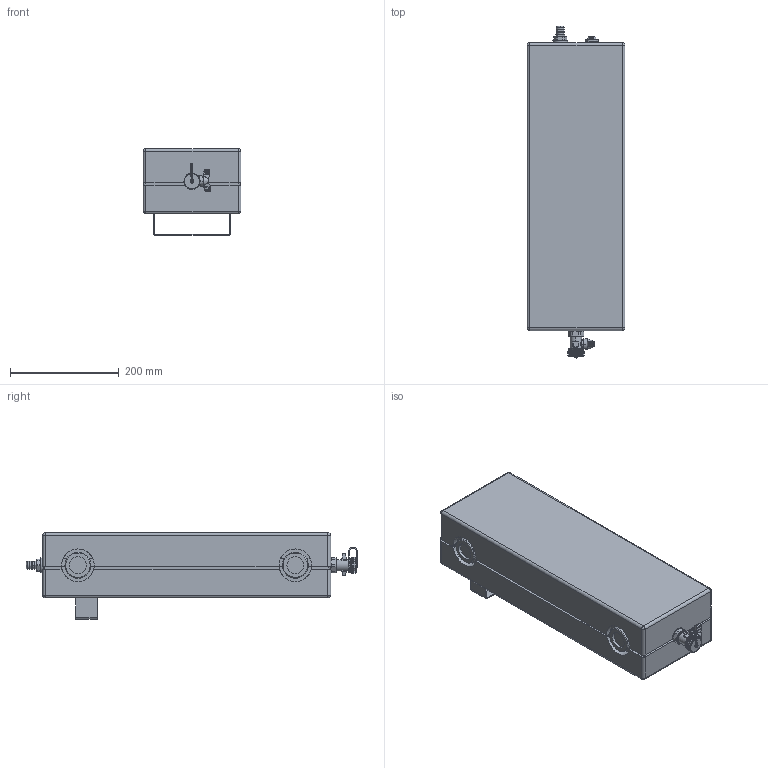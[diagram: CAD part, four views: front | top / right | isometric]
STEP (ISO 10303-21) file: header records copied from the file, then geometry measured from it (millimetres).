
FILE_DESCRIPTION (( 'STEP AP203' ), '1' );
FILE_NAME ('HW 44 KW.STEP', '2022-12-02T10:39:28', ( '' ), ( '' ), 'SwSTEP 2.0', 'SolidWorks 2021', '' );
FILE_SCHEMA (( 'CONFIG_CONTROL_DESIGN' ));
Length unit declared in the file: millimetre
Products named in the file (1): HW 44 KW
Bounding box: 180 x 610.75 x 159.5 mm (x, y, z)
Volume: 10751084.2 mm3; surface area: 642831.5 mm2
Topology: 1 solids, 1 shells, 971 faces, 2566 edges, 1573 vertices
Faces by surface type: plane 408, cylinder 337, bspline 152, cone 74
Entity records: 34141 total; most frequent: CARTESIAN_POINT 10783, ORIENTED_EDGE 5076, DIRECTION 4777, EDGE_CURVE 2538, AXIS2_PLACEMENT_3D 1770, VERTEX_POINT 1573, VECTOR 1237, LINE 1237
